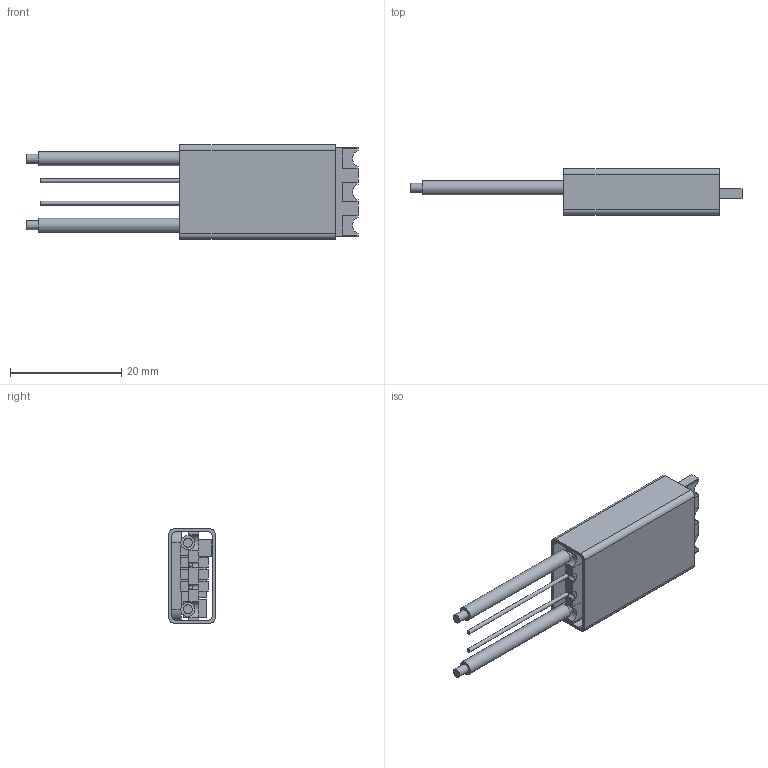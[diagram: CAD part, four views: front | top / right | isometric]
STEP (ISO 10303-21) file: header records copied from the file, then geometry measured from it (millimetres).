
FILE_DESCRIPTION(/* description */ (''),/* implementation_level */ '2;1');
FILE_NAME(/* name */ 'Aria 35A.stp',/* time_stamp */ '2022-09-18T17:08:12-04:00',/* author */ ('Nathan Cai'),/* organization */ (''),/* preprocessor_version */ 'ST-DEVELOPER v18.1',/* originating_system */ 'Autodesk Inventor 2022',/* authorisation */ '');
FILE_SCHEMA (('AUTOMOTIVE_DESIGN { 1 0 10303 214 3 1 1 }'));
Length unit declared in the file: inch
Products named in the file (8): Aria 35A; Heatsink; Circuit Board; Cable (Red); Cable (Red)_1; PWM (Black); PWM (Black)_1; HeatShrink
Assembly tree (7 placements, depth 2):
  Aria 35A
    Heatsink
    Circuit Board
    Cable (Red)
    Cable (Red)_1
    PWM (Black)
    PWM (Black)_1
    HeatShrink
Bounding box: 59.62 x 8.35 x 17 mm (x, y, z)
Volume: 2750.2 mm3; surface area: 5532.2 mm2
Topology: 7 solids, 7 shells, 243 faces, 606 edges, 404 vertices
Faces by surface type: plane 208, cylinder 31, sphere 2, bspline 2
Full cylindrical faces by diameter (mm): 0.699 x2, 1.587 x4, 2.54 x2
Entity records: 7840 total; most frequent: CARTESIAN_POINT 1409, ORIENTED_EDGE 1208, DIRECTION 1206, EDGE_CURVE 604, LINE 532, VECTOR 532, VERTEX_POINT 404, AXIS2_PLACEMENT_3D 337
